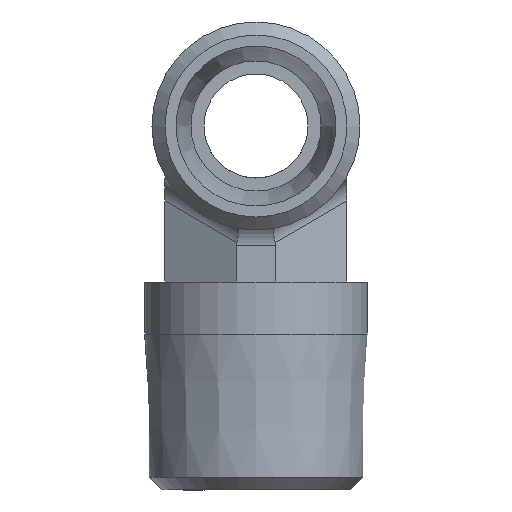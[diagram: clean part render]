
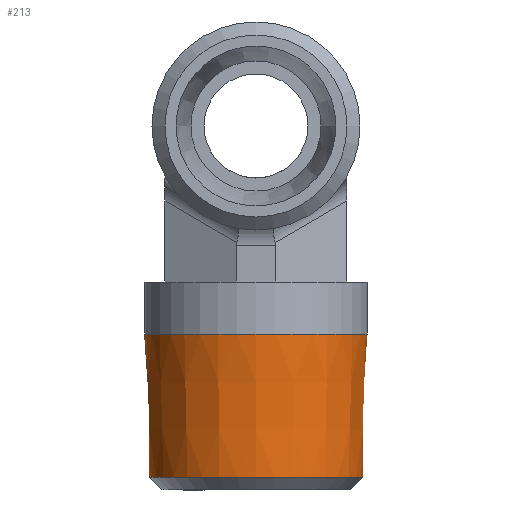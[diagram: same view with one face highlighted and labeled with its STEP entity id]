
A CAD part, front view. The second image highlights one B-rep face of the part: STEP entity #213.
In plain terms, the highlighted conical face has half-angle 1.791 degrees and reference radius 8.378 mm.
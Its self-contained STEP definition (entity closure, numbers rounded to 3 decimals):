
#179=CARTESIAN_POINT('',(-19.485,1.322,-15.));
#180=VERTEX_POINT('',#179);
#181=CARTESIAN_POINT('',(-19.485,9.544,-15.));
#182=DIRECTION('',(0.0,0.0,-1.0));
#183=DIRECTION('',(0.0,1.0,0.0));
#184=AXIS2_PLACEMENT_3D('',#181,#182,#183);
#185=CIRCLE('',#184,8.222);
#186=EDGE_CURVE('',#180,#180,#185,.T.);
#194=CARTESIAN_POINT('',(-19.485,9.544,-10.0));
#195=DIRECTION('',(0.0,0.0,1.0));
#196=DIRECTION('',(0.0,-1.0,0.0));
#197=AXIS2_PLACEMENT_3D('',#194,#195,#196);
#198=CONICAL_SURFACE('',#197,8.378,1.791);
#199=CARTESIAN_POINT('',(-19.485,0.978,-4.));
#200=VERTEX_POINT('',#199);
#201=CARTESIAN_POINT('',(-19.485,9.544,-4.));
#202=DIRECTION('',(0.0,0.0,1.0));
#203=DIRECTION('',(0.0,-1.0,0.0));
#204=AXIS2_PLACEMENT_3D('',#201,#202,#203);
#205=CIRCLE('',#204,8.565);
#206=EDGE_CURVE('',#200,#200,#205,.T.);
#207=ORIENTED_EDGE('',*,*,#206,.F.);
#208=EDGE_LOOP('',(#207));
#209=FACE_OUTER_BOUND('',#208,.T.);
#210=ORIENTED_EDGE('',*,*,#186,.F.);
#211=EDGE_LOOP('',(#210));
#212=FACE_BOUND('',#211,.T.);
#213=ADVANCED_FACE('',(#209,#212),#198,.T.);
